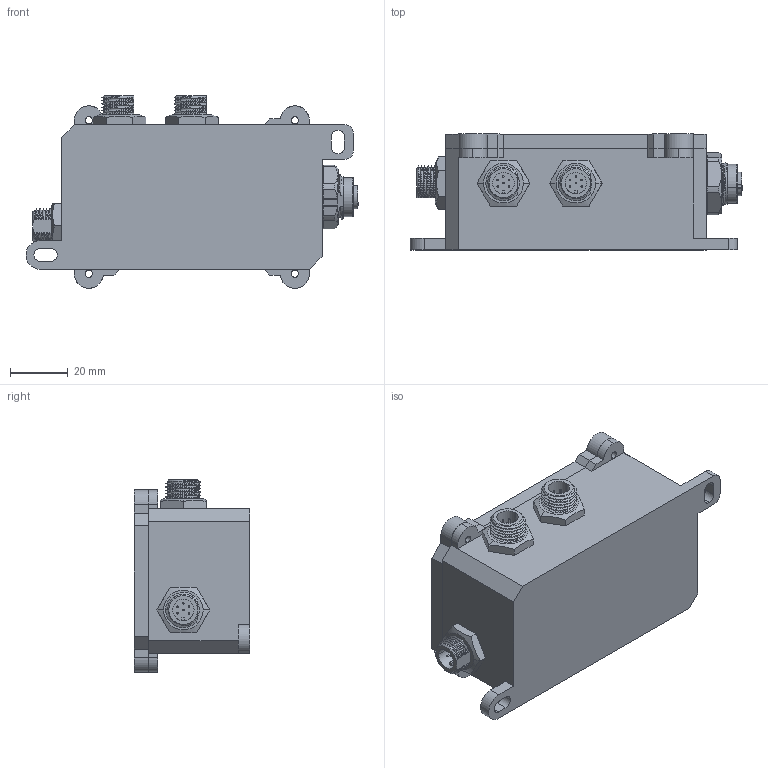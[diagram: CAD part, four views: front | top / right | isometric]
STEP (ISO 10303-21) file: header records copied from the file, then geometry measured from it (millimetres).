
FILE_DESCRIPTION (( 'STEP AP214' ), '1' );
FILE_NAME ('Smart Gateway衪祜蛌諉碟.STEP', '2024-07-26T08:36:31', ( 'Windows 蚚誧' ), ( '' ), 'SwSTEP 2.0', 'SolidWorks 2021', '' );
FILE_SCHEMA (( 'AUTOMOTIVE_DESIGN' ));
Length unit declared in the file: millimetre
Products named in the file (1): Smart Gateway衪祜蛌諉碟
Bounding box: 114.72 x 40 x 66.51 mm (x, y, z)
Volume: 70192.6 mm3; surface area: 49719.9 mm2
Topology: 10 solids, 11 shells, 1355 faces, 3665 edges, 2370 vertices
Faces by surface type: plane 545, cylinder 369, bspline 285, cone 89, sphere 36, torus 31
Entity records: 76380 total; most frequent: CARTESIAN_POINT 43675, ORIENTED_EDGE 7242, DIRECTION 5741, EDGE_CURVE 3621, VERTEX_POINT 2370, LINE 1921, VECTOR 1921, AXIS2_PLACEMENT_3D 1910
